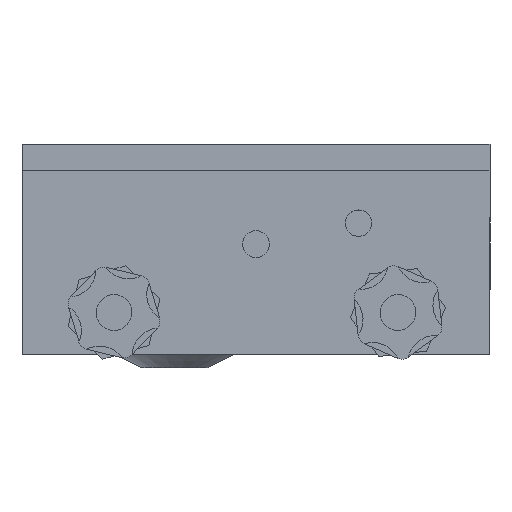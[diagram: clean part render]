
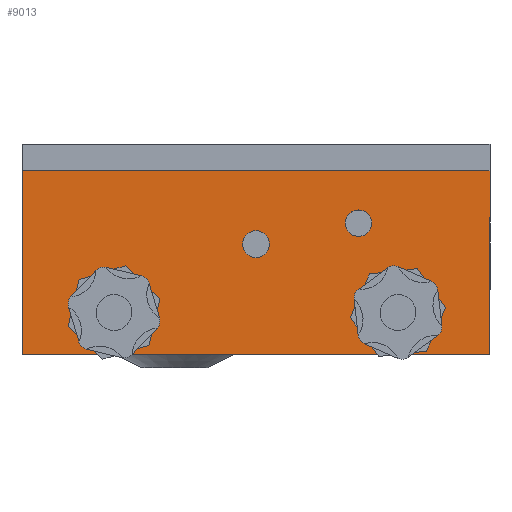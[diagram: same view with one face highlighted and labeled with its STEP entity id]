
A CAD part, front view. The second image highlights one B-rep face of the part: STEP entity #9013.
In plain terms, the highlighted planar face has unit normal (0, -1, 0).
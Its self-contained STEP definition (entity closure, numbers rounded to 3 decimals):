
#92 = VERTEX_POINT ( 'NONE', #3804 ) ;
#126 = PLANE ( 'NONE',  #491 ) ;
#158 = EDGE_LOOP ( 'NONE', ( #7137, #6839 ) ) ;
#172 = VERTEX_POINT ( 'NONE', #6857 ) ;
#205 = CARTESIAN_POINT ( 'NONE',  ( 4.231, -46.537, -16. ) ) ;
#216 = VERTEX_POINT ( 'NONE', #4581 ) ;
#318 = VERTEX_POINT ( 'NONE', #4775 ) ;
#387 = DIRECTION ( 'NONE',  ( 0., 0., 1. ) ) ;
#427 = DIRECTION ( 'NONE',  ( 0., -1., 0. ) ) ;
#491 = AXIS2_PLACEMENT_3D ( 'NONE', #1104, #7761, #9154 ) ;
#569 = LINE ( 'NONE', #6137, #3245 ) ;
#570 = CARTESIAN_POINT ( 'NONE',  ( 31.231, -46.537, -0.447 ) ) ;
#633 = FACE_BOUND ( 'NONE', #7815, .T. ) ;
#663 = EDGE_LOOP ( 'NONE', ( #6513, #7051, #4454, #682 ) ) ;
#682 = ORIENTED_EDGE ( 'NONE', *, *, #5594, .T. ) ;
#764 = ORIENTED_EDGE ( 'NONE', *, *, #9075, .F. ) ;
#903 = CARTESIAN_POINT ( 'NONE',  ( 58.231, -46.537, -16. ) ) ;
#1000 = CARTESIAN_POINT ( 'NONE',  ( 58.231, -46.537, -11.255 ) ) ;
#1042 = EDGE_CURVE ( 'NONE', #318, #172, #8444, .T. ) ;
#1104 = CARTESIAN_POINT ( 'NONE',  ( -13.269, -46.537, -11. ) ) ;
#1372 = VERTEX_POINT ( 'NONE', #7338 ) ;
#1461 = AXIS2_PLACEMENT_3D ( 'NONE', #8758, #6539, #4484 ) ;
#1517 = DIRECTION ( 'NONE',  ( 0., 0., -1. ) ) ;
#1551 = DIRECTION ( 'NONE',  ( 0., -1., 0. ) ) ;
#1569 = DIRECTION ( 'NONE',  ( 0., -1., 0. ) ) ;
#1938 = EDGE_CURVE ( 'NONE', #4344, #1372, #6375, .T. ) ;
#1975 = AXIS2_PLACEMENT_3D ( 'NONE', #2260, #1551, #8124 ) ;
#2144 = CARTESIAN_POINT ( 'NONE',  ( 50.731, -46.537, 1. ) ) ;
#2206 = AXIS2_PLACEMENT_3D ( 'NONE', #8877, #8068, #1517 ) ;
#2207 = DIRECTION ( 'NONE',  ( -1., 0., 0. ) ) ;
#2260 = CARTESIAN_POINT ( 'NONE',  ( 58.231, -46.537, -16. ) ) ;
#2368 = LINE ( 'NONE', #5082, #6496 ) ;
#2505 = LINE ( 'NONE', #7086, #4356 ) ;
#2954 = ORIENTED_EDGE ( 'NONE', *, *, #9131, .F. ) ;
#3014 = DIRECTION ( 'NONE',  ( 0., 0., -1. ) ) ;
#3245 = VECTOR ( 'NONE', #387, 1000. ) ;
#3334 = CARTESIAN_POINT ( 'NONE',  ( 50.731, -46.537, 3.5 ) ) ;
#3485 = VERTEX_POINT ( 'NONE', #4099 ) ;
#3670 = EDGE_CURVE ( 'NONE', #172, #216, #2505, .T. ) ;
#3804 = CARTESIAN_POINT ( 'NONE',  ( 75.731, -46.537, 11. ) ) ;
#3991 = CIRCLE ( 'NONE', #1975, 4.745 ) ;
#4099 = CARTESIAN_POINT ( 'NONE',  ( 58.231, -46.537, -20.745 ) ) ;
#4144 = AXIS2_PLACEMENT_3D ( 'NONE', #4891, #427, #8439 ) ;
#4166 = CARTESIAN_POINT ( 'NONE',  ( 50.731, -46.537, -1.5 ) ) ;
#4287 = EDGE_CURVE ( 'NONE', #6059, #5579, #8767, .T. ) ;
#4344 = VERTEX_POINT ( 'NONE', #5191 ) ;
#4356 = VECTOR ( 'NONE', #9360, 1000. ) ;
#4392 = EDGE_CURVE ( 'NONE', #3485, #5885, #6840, .T. ) ;
#4440 = AXIS2_PLACEMENT_3D ( 'NONE', #5935, #5123, #5877 ) ;
#4454 = ORIENTED_EDGE ( 'NONE', *, *, #1042, .F. ) ;
#4484 = DIRECTION ( 'NONE',  ( 0., 0., -1. ) ) ;
#4548 = DIRECTION ( 'NONE',  ( 0., 0., -1. ) ) ;
#4581 = CARTESIAN_POINT ( 'NONE',  ( -13.269, -46.537, 11. ) ) ;
#4686 = FACE_BOUND ( 'NONE', #158, .T. ) ;
#4775 = CARTESIAN_POINT ( 'NONE',  ( 75.731, -46.537, -24. ) ) ;
#4797 = CIRCLE ( 'NONE', #2206, 4.745 ) ;
#4891 = CARTESIAN_POINT ( 'NONE',  ( 50.731, -46.537, 1. ) ) ;
#4939 = EDGE_LOOP ( 'NONE', ( #7885, #5182 ) ) ;
#5020 = CIRCLE ( 'NONE', #4144, 2.5 ) ;
#5082 = CARTESIAN_POINT ( 'NONE',  ( -13.269, -46.537, 11. ) ) ;
#5123 = DIRECTION ( 'NONE',  ( 0., -1., 0. ) ) ;
#5150 = CIRCLE ( 'NONE', #4440, 2.553 ) ;
#5182 = ORIENTED_EDGE ( 'NONE', *, *, #8884, .F. ) ;
#5191 = CARTESIAN_POINT ( 'NONE',  ( 4.231, -46.537, -20.745 ) ) ;
#5482 = FACE_BOUND ( 'NONE', #9485, .T. ) ;
#5579 = VERTEX_POINT ( 'NONE', #3334 ) ;
#5594 = EDGE_CURVE ( 'NONE', #318, #92, #569, .T. ) ;
#5774 = DIRECTION ( 'NONE',  ( 0., -1., 0. ) ) ;
#5877 = DIRECTION ( 'NONE',  ( 0., 0., -1. ) ) ;
#5885 = VERTEX_POINT ( 'NONE', #1000 ) ;
#5935 = CARTESIAN_POINT ( 'NONE',  ( 31.231, -46.537, -3. ) ) ;
#6059 = VERTEX_POINT ( 'NONE', #4166 ) ;
#6137 = CARTESIAN_POINT ( 'NONE',  ( 75.731, -46.537, -11. ) ) ;
#6375 = CIRCLE ( 'NONE', #6737, 4.745 ) ;
#6399 = AXIS2_PLACEMENT_3D ( 'NONE', #2144, #5774, #7227 ) ;
#6496 = VECTOR ( 'NONE', #8607, 1000. ) ;
#6513 = ORIENTED_EDGE ( 'NONE', *, *, #7175, .F. ) ;
#6517 = VECTOR ( 'NONE', #2207, 1000. ) ;
#6539 = DIRECTION ( 'NONE',  ( 0., -1., 0. ) ) ;
#6627 = FACE_BOUND ( 'NONE', #4939, .T. ) ;
#6704 = EDGE_CURVE ( 'NONE', #9375, #8705, #8076, .T. ) ;
#6737 = AXIS2_PLACEMENT_3D ( 'NONE', #205, #1569, #3014 ) ;
#6839 = ORIENTED_EDGE ( 'NONE', *, *, #7231, .F. ) ;
#6840 = CIRCLE ( 'NONE', #8840, 4.745 ) ;
#6857 = CARTESIAN_POINT ( 'NONE',  ( -13.269, -46.537, -24. ) ) ;
#6943 = CARTESIAN_POINT ( 'NONE',  ( 31.231, -46.537, -5.553 ) ) ;
#7051 = ORIENTED_EDGE ( 'NONE', *, *, #3670, .F. ) ;
#7086 = CARTESIAN_POINT ( 'NONE',  ( -13.269, -46.537, -11. ) ) ;
#7137 = ORIENTED_EDGE ( 'NONE', *, *, #1938, .F. ) ;
#7175 = EDGE_CURVE ( 'NONE', #216, #92, #2368, .T. ) ;
#7227 = DIRECTION ( 'NONE',  ( 0., 0., -1. ) ) ;
#7231 = EDGE_CURVE ( 'NONE', #1372, #4344, #4797, .T. ) ;
#7338 = CARTESIAN_POINT ( 'NONE',  ( 4.231, -46.537, -11.255 ) ) ;
#7761 = DIRECTION ( 'NONE',  ( 0., -1., 0. ) ) ;
#7815 = EDGE_LOOP ( 'NONE', ( #7835, #2954 ) ) ;
#7835 = ORIENTED_EDGE ( 'NONE', *, *, #6704, .F. ) ;
#7885 = ORIENTED_EDGE ( 'NONE', *, *, #4392, .F. ) ;
#7956 = FACE_OUTER_BOUND ( 'NONE', #663, .T. ) ;
#8068 = DIRECTION ( 'NONE',  ( 0., -1., 0. ) ) ;
#8076 = CIRCLE ( 'NONE', #1461, 2.553 ) ;
#8124 = DIRECTION ( 'NONE',  ( 0., 0., -1. ) ) ;
#8439 = DIRECTION ( 'NONE',  ( 0., 0., -1. ) ) ;
#8444 = LINE ( 'NONE', #9438, #6517 ) ;
#8607 = DIRECTION ( 'NONE',  ( 1., 0., 0. ) ) ;
#8705 = VERTEX_POINT ( 'NONE', #570 ) ;
#8758 = CARTESIAN_POINT ( 'NONE',  ( 31.231, -46.537, -3. ) ) ;
#8767 = CIRCLE ( 'NONE', #6399, 2.5 ) ;
#8840 = AXIS2_PLACEMENT_3D ( 'NONE', #903, #8951, #4548 ) ;
#8877 = CARTESIAN_POINT ( 'NONE',  ( 4.231, -46.537, -16. ) ) ;
#8884 = EDGE_CURVE ( 'NONE', #5885, #3485, #3991, .T. ) ;
#8951 = DIRECTION ( 'NONE',  ( 0., -1., 0. ) ) ;
#9013 = ADVANCED_FACE ( 'NONE', ( #6627, #4686, #5482, #633, #7956 ), #126, .T. ) ;
#9075 = EDGE_CURVE ( 'NONE', #5579, #6059, #5020, .T. ) ;
#9097 = ORIENTED_EDGE ( 'NONE', *, *, #4287, .F. ) ;
#9131 = EDGE_CURVE ( 'NONE', #8705, #9375, #5150, .T. ) ;
#9154 = DIRECTION ( 'NONE',  ( 0., 0., -1. ) ) ;
#9360 = DIRECTION ( 'NONE',  ( 0., 0., 1. ) ) ;
#9375 = VERTEX_POINT ( 'NONE', #6943 ) ;
#9438 = CARTESIAN_POINT ( 'NONE',  ( 75.731, -46.537, -24. ) ) ;
#9485 = EDGE_LOOP ( 'NONE', ( #9097, #764 ) ) ;
